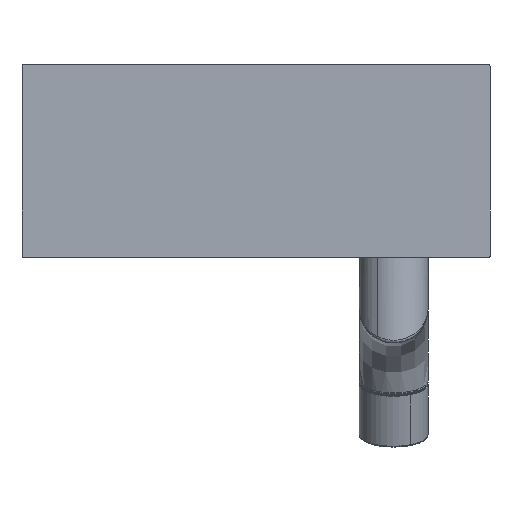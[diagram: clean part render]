
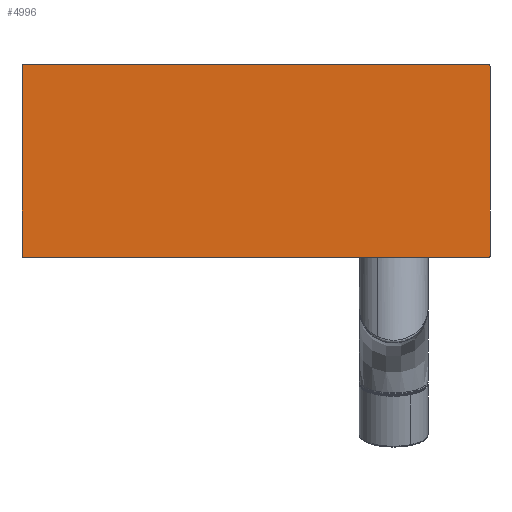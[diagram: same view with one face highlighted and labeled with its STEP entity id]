
A CAD part, left-side view. The second image highlights one B-rep face of the part: STEP entity #4996.
In plain terms, the highlighted face is planar.
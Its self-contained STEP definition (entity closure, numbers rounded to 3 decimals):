
#3276=CARTESIAN_POINT(' ',(35.,-134.5,0.));
#3277=VERTEX_POINT(' ',#3276);
#3291=CARTESIAN_POINT(' ',(35.,34.5,0.));
#3296=DIRECTION(' ',(0.,-1.,0.));
#3301=VECTOR(' ',#3296,1.);
#3306=LINE('',#3291,#3301);
#3311=CARTESIAN_POINT(' ',(35.,34.5,0.));
#3312=VERTEX_POINT(' ',#3311);
#3316=EDGE_CURVE(' ',#3312,#3277,#3306,.T.);
#3616=CARTESIAN_POINT(' ',(34.5,35.,0.));
#3617=VERTEX_POINT(' ',#3616);
#3631=CARTESIAN_POINT(' ',(-34.5,35.,0.));
#3636=DIRECTION(' ',(1.,0.,0.));
#3641=VECTOR(' ',#3636,1.);
#3646=LINE('',#3631,#3641);
#3651=CARTESIAN_POINT(' ',(-34.5,35.,0.));
#3652=VERTEX_POINT(' ',#3651);
#3656=EDGE_CURVE(' ',#3652,#3617,#3646,.T.);
#3951=CARTESIAN_POINT(' ',(-35.,34.5,0.));
#3952=VERTEX_POINT(' ',#3951);
#3966=CARTESIAN_POINT(' ',(-35.,-134.5,0.));
#3971=DIRECTION(' ',(0.,1.,0.));
#3976=VECTOR(' ',#3971,1.);
#3981=LINE('',#3966,#3976);
#3986=CARTESIAN_POINT(' ',(-35.,-134.5,0.));
#3987=VERTEX_POINT(' ',#3986);
#3991=EDGE_CURVE(' ',#3987,#3952,#3981,.T.);
#4286=CARTESIAN_POINT(' ',(-34.5,-135.,0.));
#4287=VERTEX_POINT(' ',#4286);
#4301=CARTESIAN_POINT(' ',(34.5,-135.,0.));
#4306=DIRECTION(' ',(-1.,0.,0.));
#4311=VECTOR(' ',#4306,1.);
#4316=LINE('',#4301,#4311);
#4321=CARTESIAN_POINT(' ',(34.5,-135.,0.));
#4322=VERTEX_POINT(' ',#4321);
#4326=EDGE_CURVE(' ',#4322,#4287,#4316,.T.);
#4771=CARTESIAN_POINT(' ',(34.5,-134.5,0.));
#4776=DIRECTION(' ',(0.,0.,1.));
#4781=DIRECTION(' ',(0.,-1.,0.));
#4786=AXIS2_PLACEMENT_3D(' ',#4771,#4776,#4781);
#4791=CIRCLE('',#4786,0.5);
#4796=EDGE_CURVE(' ',#4322,#3277,#4791,.T.);
#4831=DIRECTION(' ',(-0.,-0.,-1.));
#4836=CARTESIAN_POINT(' ',(-35.,-135.,0.));
#4841=DIRECTION(' ',(0.,1.,0.));
#4846=AXIS2_PLACEMENT_3D(' ',#4836,#4831,#4841);
#4851=PLANE('',#4846);
#4856=ORIENTED_EDGE(' ',*,*,#4326,.T.);
#4861=CARTESIAN_POINT(' ',(-34.5,-134.5,0.));
#4866=DIRECTION(' ',(0.,0.,1.));
#4871=DIRECTION(' ',(-1.,0.,0.));
#4876=AXIS2_PLACEMENT_3D(' ',#4861,#4866,#4871);
#4881=CIRCLE('',#4876,0.5);
#4886=EDGE_CURVE(' ',#3987,#4287,#4881,.T.);
#4891=ORIENTED_EDGE(' ',*,*,#4886,.F.);
#4896=ORIENTED_EDGE(' ',*,*,#3991,.T.);
#4901=CARTESIAN_POINT(' ',(-34.5,34.5,0.));
#4906=DIRECTION(' ',(0.,0.,1.));
#4911=DIRECTION(' ',(0.,1.,0.));
#4916=AXIS2_PLACEMENT_3D(' ',#4901,#4906,#4911);
#4921=CIRCLE('',#4916,0.5);
#4926=EDGE_CURVE(' ',#3652,#3952,#4921,.T.);
#4931=ORIENTED_EDGE(' ',*,*,#4926,.F.);
#4936=ORIENTED_EDGE(' ',*,*,#3656,.T.);
#4941=CARTESIAN_POINT(' ',(34.5,34.5,0.));
#4946=DIRECTION(' ',(0.,0.,1.));
#4951=DIRECTION(' ',(1.,0.,0.));
#4956=AXIS2_PLACEMENT_3D(' ',#4941,#4946,#4951);
#4961=CIRCLE('',#4956,0.5);
#4966=EDGE_CURVE(' ',#3312,#3617,#4961,.T.);
#4971=ORIENTED_EDGE(' ',*,*,#4966,.F.);
#4976=ORIENTED_EDGE(' ',*,*,#3316,.T.);
#4981=ORIENTED_EDGE(' ',*,*,#4796,.F.);
#4986=EDGE_LOOP(' ',(#4856,#4891,#4896,#4931,#4936,#4971,#4976,#4981));
#4991=FACE_OUTER_BOUND(' ',#4986,.T.);
#4996=ADVANCED_FACE('',(#4991),#4851,.T.);
